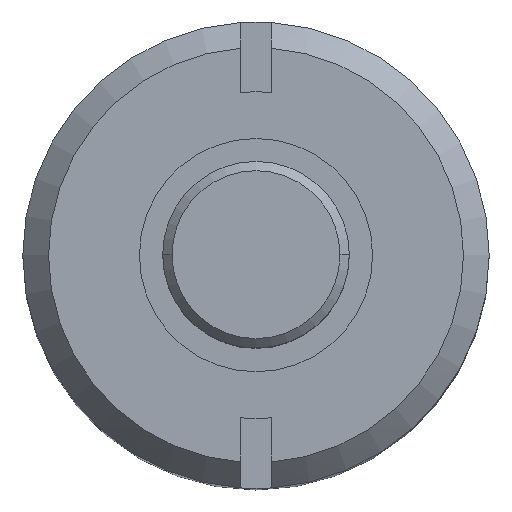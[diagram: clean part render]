
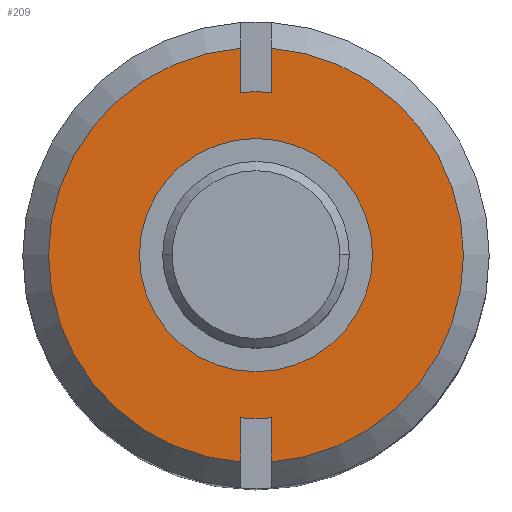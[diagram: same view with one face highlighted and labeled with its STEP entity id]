
A CAD part, top view. The second image highlights one B-rep face of the part: STEP entity #209.
In plain terms, the highlighted planar face has unit normal (0, 0, 1).
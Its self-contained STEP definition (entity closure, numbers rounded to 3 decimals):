
#197=VERTEX_POINT('',#544);
#209=ADVANCED_FACE('',(#559),#560,.T.);
#217=EDGE_CURVE('',#331,#293,#569,.T.);
#247=EDGE_CURVE('',#349,#329,#604,.T.);
#251=EDGE_CURVE('',#385,#481,#608,.T.);
#293=VERTEX_POINT('',#655);
#299=EDGE_CURVE('',#329,#321,#662,.T.);
#305=VERTEX_POINT('',#669);
#309=EDGE_CURVE('',#321,#485,#674,.T.);
#321=VERTEX_POINT('',#687);
#327=EDGE_CURVE('',#293,#349,#693,.T.);
#329=VERTEX_POINT('',#695);
#331=VERTEX_POINT('',#697);
#335=EDGE_CURVE('',#485,#305,#701,.T.);
#349=VERTEX_POINT('',#716);
#365=EDGE_CURVE('',#305,#385,#734,.T.);
#385=VERTEX_POINT('',#756);
#481=VERTEX_POINT('',#862);
#485=VERTEX_POINT('',#866);
#487=EDGE_CURVE('',#481,#197,#868,.T.);
#513=EDGE_CURVE('',#197,#331,#895,.T.);
#544=CARTESIAN_POINT('',(0.65,6.97,0.));
#559=FACE_OUTER_BOUND('',#937,.T.);
#560=PLANE('',#938);
#569=CIRCLE('',#948,7.0);
#604=CIRCLE('',#992,8.895);
#608=CIRCLE('',#998,8.895);
#655=CARTESIAN_POINT('',(-0.65,6.97,0.));
#662=LINE('',#1074,#1075);
#669=CARTESIAN_POINT('',(0.65,-6.97,0.));
#674=CIRCLE('',#1089,7.0);
#687=CARTESIAN_POINT('',(-0.65,-6.97,0.));
#693=LINE('',#1113,#1114);
#695=CARTESIAN_POINT('',(-0.65,-8.871,0.));
#697=CARTESIAN_POINT('',(0.,7.,0.));
#701=CIRCLE('',#1133,7.0);
#716=CARTESIAN_POINT('',(-0.65,8.871,0.));
#734=LINE('',#1181,#1182);
#756=CARTESIAN_POINT('',(0.65,-8.871,0.));
#862=CARTESIAN_POINT('',(0.65,8.871,0.));
#866=CARTESIAN_POINT('',(0.,-7.,0.));
#868=LINE('',#1374,#1375);
#895=CIRCLE('',#1413,7.0);
#937=EDGE_LOOP('',(#1462,#1463,#1464,#1465,#1466,#1467,#1468,#1469,#1470,#1471));
#938=AXIS2_PLACEMENT_3D('',#1472,#1473,#1474);
#948=AXIS2_PLACEMENT_3D('',#1487,#1488,#1489);
#992=AXIS2_PLACEMENT_3D('',#1550,#1551,#1552);
#998=AXIS2_PLACEMENT_3D('',#1556,#1557,#1558);
#1074=CARTESIAN_POINT('',(-0.65,9.974,0.));
#1075=VECTOR('',#1630,1.0);
#1089=AXIS2_PLACEMENT_3D('',#1650,#1651,#1652);
#1113=CARTESIAN_POINT('',(-0.65,9.974,0.));
#1114=VECTOR('',#1663,1.0);
#1133=AXIS2_PLACEMENT_3D('',#1664,#1665,#1666);
#1181=CARTESIAN_POINT('',(0.65,-2.026,0.));
#1182=VECTOR('',#1699,1.0);
#1374=CARTESIAN_POINT('',(0.65,-2.026,0.));
#1375=VECTOR('',#1840,1.0);
#1413=AXIS2_PLACEMENT_3D('',#1864,#1865,#1866);
#1462=ORIENTED_EDGE('',*,*,#365,.T.);
#1463=ORIENTED_EDGE('',*,*,#251,.T.);
#1464=ORIENTED_EDGE('',*,*,#487,.T.);
#1465=ORIENTED_EDGE('',*,*,#513,.T.);
#1466=ORIENTED_EDGE('',*,*,#217,.T.);
#1467=ORIENTED_EDGE('',*,*,#327,.T.);
#1468=ORIENTED_EDGE('',*,*,#247,.T.);
#1469=ORIENTED_EDGE('',*,*,#299,.T.);
#1470=ORIENTED_EDGE('',*,*,#309,.T.);
#1471=ORIENTED_EDGE('',*,*,#335,.T.);
#1472=CARTESIAN_POINT('',(0.,7.947,0.));
#1473=DIRECTION('',(0.0,-0.0,1.0));
#1474=DIRECTION('',(0.,1.0,0.0));
#1487=CARTESIAN_POINT('',(0.0,0.,0.));
#1488=DIRECTION('',(0.,0.0,1.0));
#1489=DIRECTION('',(0.0,-1.0,0.0));
#1550=CARTESIAN_POINT('',(0.,0.,0.));
#1551=DIRECTION('',(0.0,-0.0,1.0));
#1552=DIRECTION('',(0.,1.0,0.0));
#1556=CARTESIAN_POINT('',(0.,0.,0.));
#1557=DIRECTION('',(0.0,-0.0,1.0));
#1558=DIRECTION('',(0.,1.0,0.0));
#1630=DIRECTION('',(0.,1.0,0.0));
#1650=CARTESIAN_POINT('',(0.0,0.,0.));
#1651=DIRECTION('',(0.,0.0,1.0));
#1652=DIRECTION('',(0.0,-1.0,0.0));
#1663=DIRECTION('',(0.,1.0,0.0));
#1664=CARTESIAN_POINT('',(0.0,0.,0.));
#1665=DIRECTION('',(0.,0.0,1.0));
#1666=DIRECTION('',(0.0,-1.0,0.0));
#1699=DIRECTION('',(0.,-1.0,0.0));
#1840=DIRECTION('',(0.,-1.0,0.0));
#1864=CARTESIAN_POINT('',(0.0,0.,0.));
#1865=DIRECTION('',(0.,0.0,1.0));
#1866=DIRECTION('',(0.0,-1.0,0.0));
